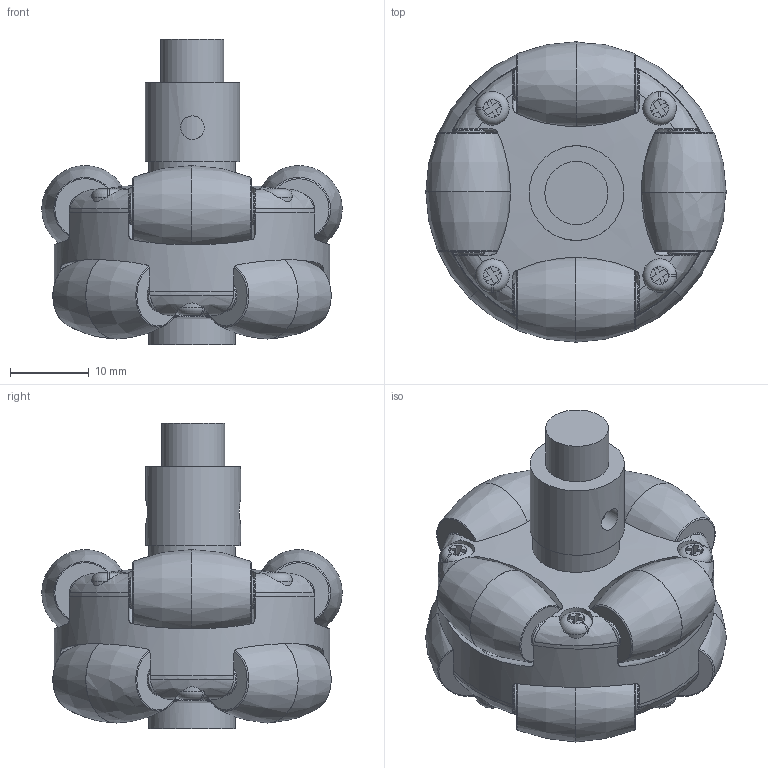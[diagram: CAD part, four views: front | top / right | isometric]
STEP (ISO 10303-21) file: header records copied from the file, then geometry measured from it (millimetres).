
FILE_DESCRIPTION(/* description */ (''),/* implementation_level */ '2;1');
FILE_NAME(/* name */ 'wheel_38mm_assembly.stp',/* time_stamp */ '2024-07-05T12:22:46+05:30',/* author */ ('Pintu'),/* organization */ (''),/* preprocessor_version */ 'ST-DEVELOPER v20',/* originating_system */ 'Autodesk Inventor 2025',/* authorisation */ '');
FILE_SCHEMA (('AUTOMOTIVE_DESIGN { 1 0 10303 214 3 1 1 }'));
Length unit declared in the file: millimetre
Products named in the file (4): wheel_38mm_assembly; omniwheel_38mm; hex_shaft; shaft_extension
Assembly tree (3 placements, depth 2):
  wheel_38mm_assembly
    omniwheel_38mm
    hex_shaft
    shaft_extension
Bounding box: 38.09 x 38.09 x 38.71 mm (x, y, z)
Volume: 18659.7 mm3; surface area: 18376.2 mm2
Topology: 53 solids, 61 shells, 726 faces, 1801 edges, 1195 vertices
Faces by surface type: plane 407, cylinder 124, bspline 82, torus 65, cone 48
Full cylindrical faces by diameter (mm): 1.998 x16, 2.491 x16, 3 x2, 3.972 x16, 4.998 x1, 7.4 x1, 8 x2, 11.004 x2, 12 x1, 34.971 x1
Entity records: 24535 total; most frequent: CARTESIAN_POINT 6869, ORIENTED_EDGE 3550, DIRECTION 3500, EDGE_CURVE 1775, AXIS2_PLACEMENT_3D 1238, VERTEX_POINT 1192, LINE 1024, VECTOR 1024
